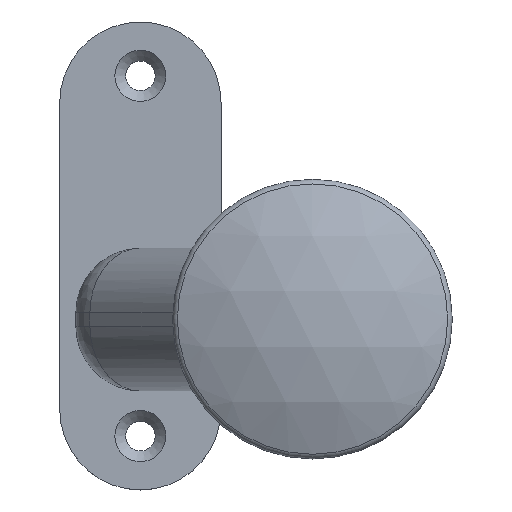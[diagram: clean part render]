
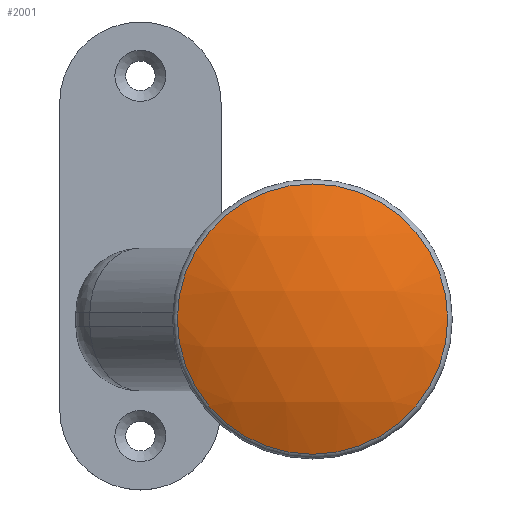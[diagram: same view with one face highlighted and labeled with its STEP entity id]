
A CAD part, top view. The second image highlights one B-rep face of the part: STEP entity #2001.
In plain terms, the highlighted spherical face has radius 59.333 mm.
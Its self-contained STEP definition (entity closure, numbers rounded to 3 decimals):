
#579 = DIRECTION ( 'NONE',  ( 0., -1., 0. ) ) ;
#2001 = ADVANCED_FACE ( 'NONE', ( #6645 ), #11043, .T. ) ;
#2046 = CARTESIAN_POINT ( 'NONE',  ( 32., 0., 7.667 ) ) ;
#3304 = VERTEX_POINT ( 'NONE', #12876 ) ;
#3852 = DIRECTION ( 'NONE',  ( -1., 0., 0. ) ) ;
#4883 = CIRCLE ( 'NONE', #14880, 25.135 ) ;
#6645 = FACE_OUTER_BOUND ( 'NONE', #11652, .T. ) ;
#7167 = AXIS2_PLACEMENT_3D ( 'NONE', #2046, #579, #10289 ) ;
#8334 = ORIENTED_EDGE ( 'NONE', *, *, #13366, .T. ) ;
#8813 = DIRECTION ( 'NONE',  ( 0., 0., 1. ) ) ;
#10289 = DIRECTION ( 'NONE',  ( 1., 0., 0. ) ) ;
#11043 = SPHERICAL_SURFACE ( 'NONE', #7167, 59.333 ) ;
#11158 = CARTESIAN_POINT ( 'NONE',  ( 32., 0., 61.413 ) ) ;
#11652 = EDGE_LOOP ( 'NONE', ( #8334 ) ) ;
#12876 = CARTESIAN_POINT ( 'NONE',  ( 6.865, 0., 61.413 ) ) ;
#13366 = EDGE_CURVE ( 'NONE', #3304, #3304, #4883, .T. ) ;
#14880 = AXIS2_PLACEMENT_3D ( 'NONE', #11158, #8813, #3852 ) ;
